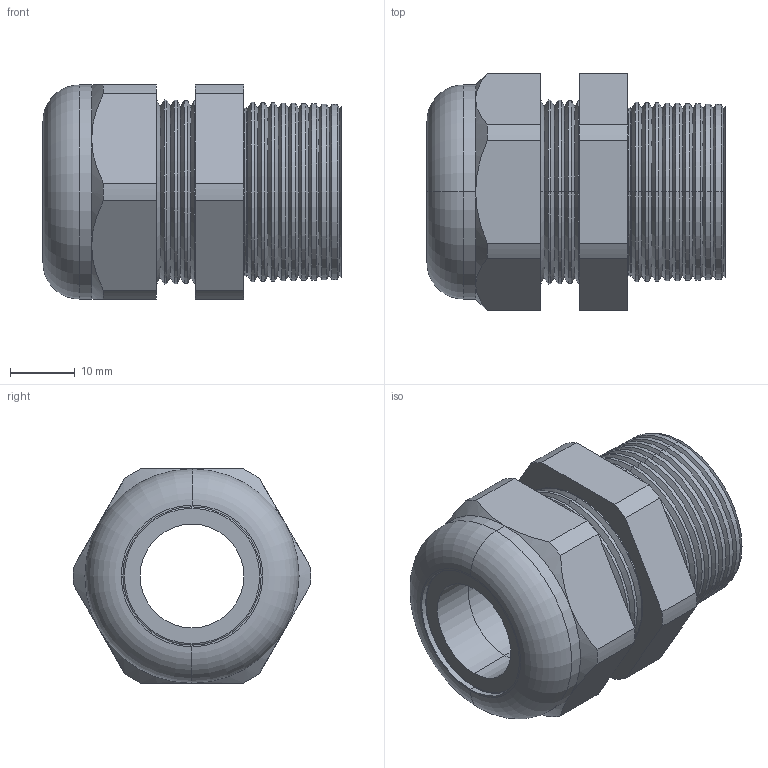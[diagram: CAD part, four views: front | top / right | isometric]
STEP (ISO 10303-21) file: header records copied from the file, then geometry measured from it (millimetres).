
FILE_DESCRIPTION (( 'STEP AP203' ), '1' );
FILE_NAME ('CD21CR-GY.STEP', '2008-05-24T05:06:49', ( 'Baystate01' ), ( 'Baystate' ), 'SwSTEP 2.0', 'SolidWorks 2007', '' );
FILE_SCHEMA (( 'CONFIG_CONTROL_DESIGN' ));
Length unit declared in the file: inch
Products named in the file (1): CD21CR-GY
Bounding box: 45.97 x 36.64 x 33.02 mm (x, y, z)
Volume: 22595 mm3; surface area: 11146.9 mm2
Topology: 2 solids, 2 shells, 140 faces, 300 edges, 168 vertices
Faces by surface type: cone 90, cylinder 22, plane 20, torus 8
Entity records: 3877 total; most frequent: DIRECTION 722, CARTESIAN_POINT 697, ORIENTED_EDGE 600, EDGE_CURVE 300, AXIS2_PLACEMENT_3D 293, VERTEX_POINT 168, CIRCLE 152, EDGE_LOOP 148
